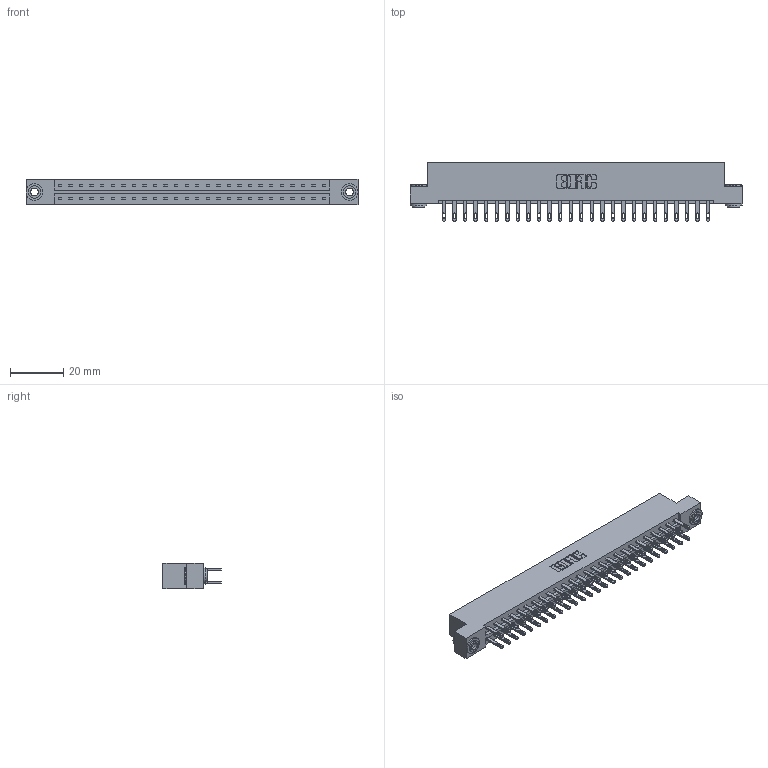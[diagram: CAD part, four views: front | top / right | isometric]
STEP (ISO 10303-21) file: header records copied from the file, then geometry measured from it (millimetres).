
FILE_DESCRIPTION (( 'STEP AP203' ), '1' );
FILE_NAME ('333-052-500-203.STEP', '2018-08-04T01:43:26', ( '' ), ( '' ), 'SwSTEP 2.0', 'SolidWorks 2016', '' );
FILE_SCHEMA (( 'CONFIG_CONTROL_DESIGN' ));
Length unit declared in the file: inch
Products named in the file (4): 333 Part_Flush - .156 Dia - TH; 345-292-001_345-293-100; 345-250-002_345-250-002-102; 333-052-500-203
Assembly tree (55 placements, depth 2):
  333-052-500-203
    333 Part_Flush - .156 Dia - TH
    345-292-001_345-293-100  x52
    345-250-002_345-250-002-102  x2
Bounding box: 124.56 x 21.85 x 9.4 mm (x, y, z)
Volume: 12745.7 mm3; surface area: 15689.8 mm2
Topology: 55 solids, 55 shells, 2648 faces, 8031 edges, 5350 vertices
Faces by surface type: plane 1640, cylinder 1000, cone 8
Entity records: 19376 total; most frequent: CARTESIAN_POINT 3205, ORIENTED_EDGE 3134, DIRECTION 2801, EDGE_CURVE 1567, LINE 1411, VECTOR 1411, VERTEX_POINT 1042, AXIS2_PLACEMENT_3D 695
